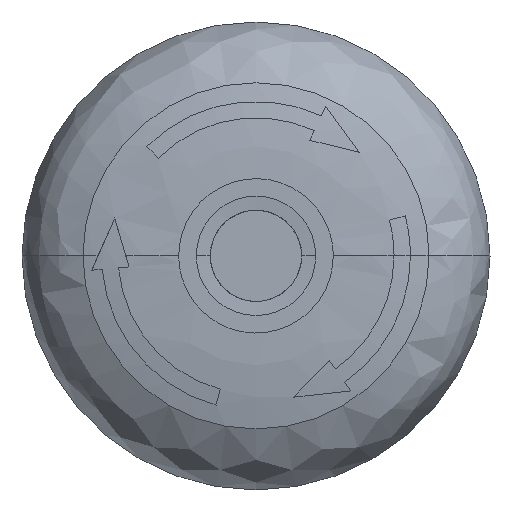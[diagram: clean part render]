
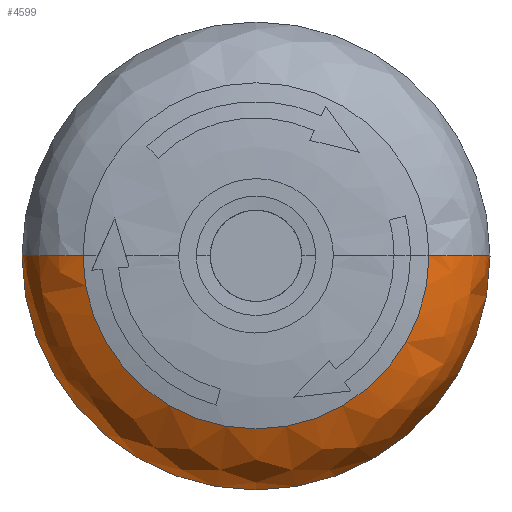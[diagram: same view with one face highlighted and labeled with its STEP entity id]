
A CAD part, top view. The second image highlights one B-rep face of the part: STEP entity #4599.
In plain terms, the highlighted free-form (B-spline) face has degree [3, 3] with [4, 4] control points.
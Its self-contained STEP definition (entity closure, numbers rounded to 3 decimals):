
#720 = CARTESIAN_POINT ( 'NONE',  ( 14.792, 0., -1.066 ) ) ;
#1135 = CARTESIAN_POINT ( 'NONE',  ( 14.792, 0., -1.066 ) ) ;
#1148 = DIRECTION ( 'NONE',  ( -1., 0., 0. ) ) ;
#1159 = VERTEX_POINT ( 'NONE', #11092 ) ;
#1352 = CIRCLE ( 'NONE', #8385, 7. ) ;
#1508 = DIRECTION ( 'NONE',  ( 1., 0., 0. ) ) ;
#1670 = CARTESIAN_POINT ( 'NONE',  ( -14.792, 0., -1.066 ) ) ;
#1728 = CARTESIAN_POINT ( 'NONE',  ( -20., -40., -7.833 ) ) ;
#1992 = DIRECTION ( 'NONE',  ( 0., 0., -1. ) ) ;
#2124 = AXIS2_PLACEMENT_3D ( 'NONE', #10606, #1992, #5845 ) ;
#2225 = VERTEX_POINT ( 'NONE', #1135 ) ;
#2646 = DIRECTION ( 'NONE',  ( 0., 0., -1. ) ) ;
#2670 = CARTESIAN_POINT ( 'NONE',  ( 20., -40., -4.53 ) ) ;
#3140 = CIRCLE ( 'NONE', #11785, 7. ) ;
#3388 = CARTESIAN_POINT ( 'NONE',  ( 13., 0., -7.833 ) ) ;
#3618 = CARTESIAN_POINT ( 'NONE',  ( 17.985, 0., -1.912 ) ) ;
#3945 = AXIS2_PLACEMENT_3D ( 'NONE', #11270, #2646, #6493 ) ;
#4289 = EDGE_CURVE ( 'NONE', #4876, #1159, #7556, .T. ) ;
#4421 = CARTESIAN_POINT ( 'NONE',  ( 20., 0., -7.833 ) ) ;
#4565 = CARTESIAN_POINT ( 'NONE',  ( -17.985, 0., -1.912 ) ) ;
#4599 = ADVANCED_FACE ( 'NONE', ( #6462 ), #8874, .T. ) ;
#4692 = ORIENTED_EDGE ( 'NONE', *, *, #4289, .F. ) ;
#4876 = VERTEX_POINT ( 'NONE', #4421 ) ;
#4942 = EDGE_CURVE ( 'NONE', #2225, #10116, #9379, .T. ) ;
#5266 = EDGE_CURVE ( 'NONE', #2225, #4876, #3140, .T. ) ;
#5516 = CARTESIAN_POINT ( 'NONE',  ( -14.792, -29.584, -1.066 ) ) ;
#5575 = CARTESIAN_POINT ( 'NONE',  ( 20., -40., -7.833 ) ) ;
#5845 = DIRECTION ( 'NONE',  ( 1., 0., 0. ) ) ;
#5943 = CARTESIAN_POINT ( 'NONE',  ( -13., 0., -7.833 ) ) ;
#6462 = FACE_OUTER_BOUND ( 'NONE', #8232, .T. ) ;
#6493 = DIRECTION ( 'NONE',  ( 1., 0., 0. ) ) ;
#6521 = CARTESIAN_POINT ( 'NONE',  ( 20., 0., -4.53 ) ) ;
#6829 = ORIENTED_EDGE ( 'NONE', *, *, #7423, .T. ) ;
#6848 = ORIENTED_EDGE ( 'NONE', *, *, #5266, .F. ) ;
#7423 = EDGE_CURVE ( 'NONE', #10116, #1159, #1352, .T. ) ;
#7466 = CARTESIAN_POINT ( 'NONE',  ( -20., 0., -4.53 ) ) ;
#7556 = CIRCLE ( 'NONE', #2124, 20. ) ;
#8232 = EDGE_LOOP ( 'NONE', ( #11849, #6829, #4692, #6848 ) ) ;
#8385 = AXIS2_PLACEMENT_3D ( 'NONE', #5943, #9775, #1148 ) ;
#8401 = CARTESIAN_POINT ( 'NONE',  ( -17.985, -35.97, -1.912 ) ) ;
#8874 =( BOUNDED_SURFACE ( )  B_SPLINE_SURFACE ( 3, 3, ( 
 ( #1670, #5516, #9345, #720 ),
 ( #4565, #8401, #12231, #3618 ),
 ( #7466, #11296, #2670, #6521 ),
 ( #10350, #1728, #5575, #9409 ) ),
 .UNSPECIFIED., .F., .F., .F. ) 
 B_SPLINE_SURFACE_WITH_KNOTS ( ( 4, 4 ),
 ( 4, 4 ),
 ( 0., 1. ),
 ( 0., 1. ),
 .UNSPECIFIED. ) 
 GEOMETRIC_REPRESENTATION_ITEM ( )  RATIONAL_B_SPLINE_SURFACE ( (
 ( 1., 0.333, 0.333, 1.),
 ( 0.862, 0.287, 0.287, 0.862),
 ( 0.862, 0.287, 0.287, 0.862),
 ( 1., 0.333, 0.333, 1.) ) ) 
 REPRESENTATION_ITEM ( '' )  SURFACE ( )  );
#9173 = CARTESIAN_POINT ( 'NONE',  ( -14.792, 0., -1.066 ) ) ;
#9345 = CARTESIAN_POINT ( 'NONE',  ( 14.792, -29.584, -1.066 ) ) ;
#9379 = CIRCLE ( 'NONE', #3945, 14.792 ) ;
#9409 = CARTESIAN_POINT ( 'NONE',  ( 20., 0., -7.833 ) ) ;
#9775 = DIRECTION ( 'NONE',  ( 0., -1., 0. ) ) ;
#10116 = VERTEX_POINT ( 'NONE', #9173 ) ;
#10125 = DIRECTION ( 'NONE',  ( 0., 1., 0. ) ) ;
#10350 = CARTESIAN_POINT ( 'NONE',  ( -20., 0., -7.833 ) ) ;
#10606 = CARTESIAN_POINT ( 'NONE',  ( 0., 0., -7.833 ) ) ;
#11092 = CARTESIAN_POINT ( 'NONE',  ( -20., 0., -7.833 ) ) ;
#11270 = CARTESIAN_POINT ( 'NONE',  ( 0., 0., -1.066 ) ) ;
#11296 = CARTESIAN_POINT ( 'NONE',  ( -20., -40., -4.53 ) ) ;
#11785 = AXIS2_PLACEMENT_3D ( 'NONE', #3388, #10125, #1508 ) ;
#11849 = ORIENTED_EDGE ( 'NONE', *, *, #4942, .T. ) ;
#12231 = CARTESIAN_POINT ( 'NONE',  ( 17.985, -35.97, -1.912 ) ) ;
